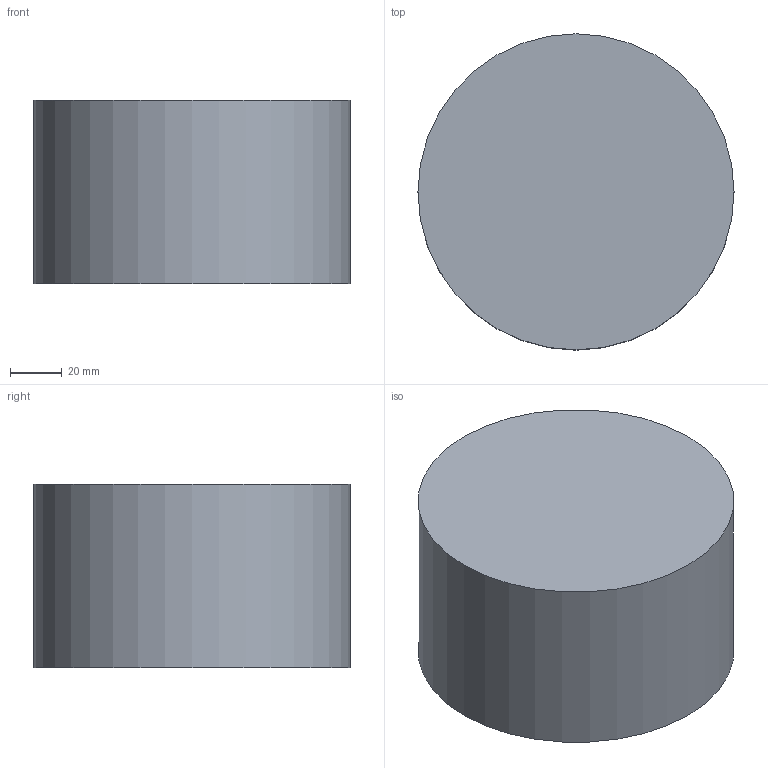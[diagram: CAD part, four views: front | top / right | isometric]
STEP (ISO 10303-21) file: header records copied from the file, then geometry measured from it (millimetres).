
FILE_DESCRIPTION(('FreeCAD Model'),'2;1');
FILE_NAME('cylinder.step','2020-03-16T20:26:50',('Author'),(''), 'Open CASCADE STEP processor 7.3','FreeCAD','Unknown');
FILE_SCHEMA(('AUTOMOTIVE_DESIGN { 1 0 10303 214 1 1 1 1 }'));
Length unit declared in the file: millimetre
Products named in the file (1): Cut
Bounding box: 122 x 122 x 71 mm (x, y, z)
Volume: 826389.1 mm3; surface area: 51726.3 mm2
Topology: 1 solids, 2 shells, 4 faces, 6 edges, 4 vertices
Faces by surface type: plane 2, cylinder 1, sphere 1
Full cylindrical faces by diameter (mm): 122 x1
Entity records: 150 total; most frequent: DIRECTION 21, CARTESIAN_POINT 17, AXIS2_PLACEMENT_3D 7, ORIENTED_EDGE 6, PCURVE 6, DEFINITIONAL_REPRESENTATION 6, LINE 5, VECTOR 5
